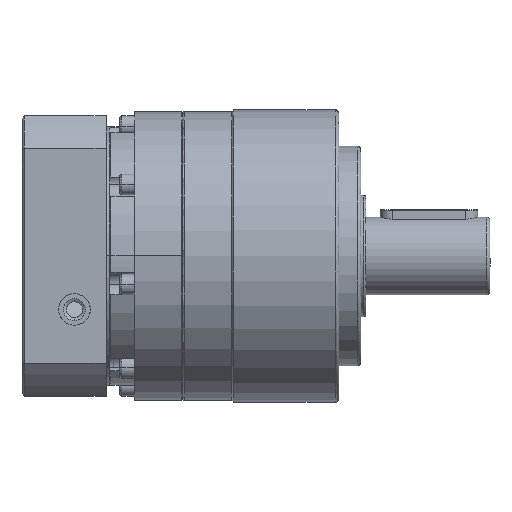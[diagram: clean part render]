
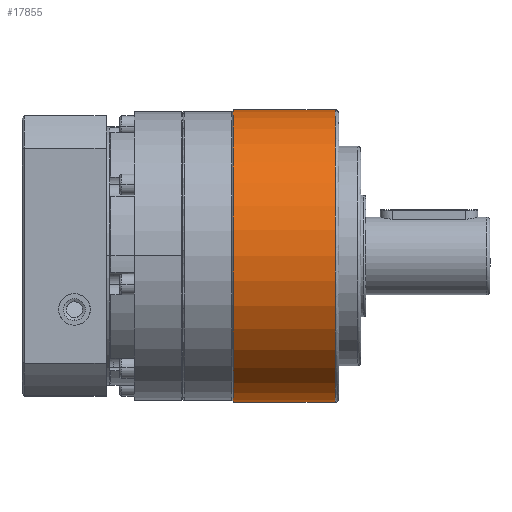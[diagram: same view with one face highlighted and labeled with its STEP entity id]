
A CAD part, top view. The second image highlights one B-rep face of the part: STEP entity #17855.
In plain terms, the highlighted cylindrical face has radius 60 mm (diameter 120 mm), a partial arc.
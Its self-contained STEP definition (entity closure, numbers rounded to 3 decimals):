
#864 = CARTESIAN_POINT ( 'NONE',  ( -60., 0., 62.5 ) ) ;
#880 = CARTESIAN_POINT ( 'NONE',  ( 60., 0., 62.5 ) ) ;
#1801 = DIRECTION ( 'NONE',  ( 0., 0., 1. ) ) ;
#3367 = FACE_OUTER_BOUND ( 'NONE', #11901, .T. ) ;
#3688 = EDGE_CURVE ( 'NONE', #9341, #9335, #4342, .T. ) ;
#4342 = CIRCLE ( 'NONE', #10096, 60. ) ;
#5219 = VERTEX_POINT ( 'NONE', #18806 ) ;
#5383 = EDGE_CURVE ( 'NONE', #6507, #9335, #5428, .T. ) ;
#5428 = LINE ( 'NONE', #17338, #9506 ) ;
#5555 = EDGE_CURVE ( 'NONE', #5219, #9341, #11551, .T. ) ;
#6095 = CARTESIAN_POINT ( 'NONE',  ( -60., 0., 20.75 ) ) ;
#6507 = VERTEX_POINT ( 'NONE', #6095 ) ;
#7169 = ORIENTED_EDGE ( 'NONE', *, *, #5383, .F. ) ;
#7386 = CARTESIAN_POINT ( 'NONE',  ( 0., 0., 0. ) ) ;
#9335 = VERTEX_POINT ( 'NONE', #864 ) ;
#9341 = VERTEX_POINT ( 'NONE', #880 ) ;
#9506 = VECTOR ( 'NONE', #17402, 1000. ) ;
#9828 = CIRCLE ( 'NONE', #18060, 60. ) ;
#10096 = AXIS2_PLACEMENT_3D ( 'NONE', #19935, #19866, #19848 ) ;
#11551 = LINE ( 'NONE', #16709, #15634 ) ;
#11884 = CARTESIAN_POINT ( 'NONE',  ( 0., 0., 20.75 ) ) ;
#11901 = EDGE_LOOP ( 'NONE', ( #7169, #15036, #18708, #21571 ) ) ;
#12391 = DIRECTION ( 'NONE',  ( 0., 0., 1. ) ) ;
#13600 = DIRECTION ( 'NONE',  ( 1., 0., 0. ) ) ;
#15036 = ORIENTED_EDGE ( 'NONE', *, *, #18254, .T. ) ;
#15634 = VECTOR ( 'NONE', #15749, 1000. ) ;
#15749 = DIRECTION ( 'NONE',  ( 0., 0., 1. ) ) ;
#16709 = CARTESIAN_POINT ( 'NONE',  ( 60., 0., 0. ) ) ;
#17338 = CARTESIAN_POINT ( 'NONE',  ( -60., 0., 0. ) ) ;
#17402 = DIRECTION ( 'NONE',  ( 0., 0., 1. ) ) ;
#17855 = ADVANCED_FACE ( 'NONE', ( #3367 ), #19351, .T. ) ;
#18060 = AXIS2_PLACEMENT_3D ( 'NONE', #11884, #1801, #13600 ) ;
#18254 = EDGE_CURVE ( 'NONE', #6507, #5219, #9828, .T. ) ;
#18708 = ORIENTED_EDGE ( 'NONE', *, *, #5555, .T. ) ;
#18806 = CARTESIAN_POINT ( 'NONE',  ( 60., 0., 20.75 ) ) ;
#19097 = AXIS2_PLACEMENT_3D ( 'NONE', #7386, #12391, #19264 ) ;
#19264 = DIRECTION ( 'NONE',  ( 1., 0., 0. ) ) ;
#19351 = CYLINDRICAL_SURFACE ( 'NONE', #19097, 60. ) ;
#19848 = DIRECTION ( 'NONE',  ( 1., 0., 0. ) ) ;
#19866 = DIRECTION ( 'NONE',  ( 0., 0., -1. ) ) ;
#19935 = CARTESIAN_POINT ( 'NONE',  ( 0., 0., 62.5 ) ) ;
#21571 = ORIENTED_EDGE ( 'NONE', *, *, #3688, .T. ) ;
